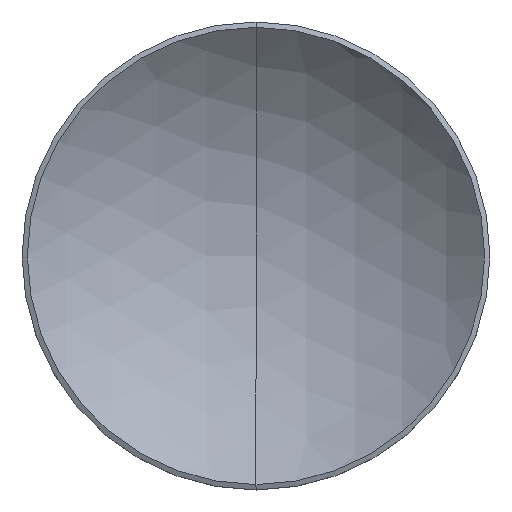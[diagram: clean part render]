
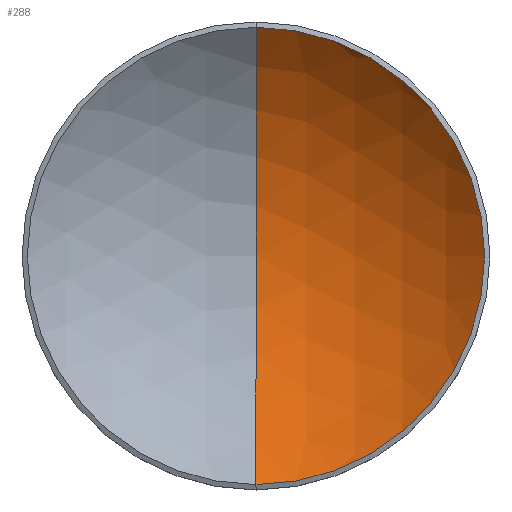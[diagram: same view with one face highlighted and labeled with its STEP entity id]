
A CAD part, top view. The second image highlights one B-rep face of the part: STEP entity #288.
In plain terms, the highlighted spherical face has radius 9.026 mm.
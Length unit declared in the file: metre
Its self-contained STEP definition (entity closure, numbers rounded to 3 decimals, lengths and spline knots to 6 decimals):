
#11 = CIRCLE ( 'NONE', #134, 0.009026 ) ;
#16 = CARTESIAN_POINT ( 'NONE',  ( 0., 0., 0.010476 ) ) ;
#26 = CARTESIAN_POINT ( 'NONE',  ( 0., 0., 0.003922 ) ) ;
#41 = DIRECTION ( 'NONE',  ( -1., 0., 0. ) ) ;
#44 = EDGE_CURVE ( 'NONE', #48, #281, #139, .T. ) ;
#48 = VERTEX_POINT ( 'NONE', #147 ) ;
#60 = CARTESIAN_POINT ( 'NONE',  ( 0., 0., 0.010476 ) ) ;
#63 = DIRECTION ( 'NONE',  ( 1., 0., 0. ) ) ;
#79 = AXIS2_PLACEMENT_3D ( 'NONE', #16, #63, #262 ) ;
#84 = SPHERICAL_SURFACE ( 'NONE', #257, 0.009026 ) ;
#134 = AXIS2_PLACEMENT_3D ( 'NONE', #164, #166, #258 ) ;
#139 = CIRCLE ( 'NONE', #149, 0.006206 ) ;
#144 = DIRECTION ( 'NONE',  ( 0., 1., 0. ) ) ;
#146 = FACE_OUTER_BOUND ( 'NONE', #181, .T. ) ;
#147 = CARTESIAN_POINT ( 'NONE',  ( 0., -0.006206, 0.003922 ) ) ;
#149 = AXIS2_PLACEMENT_3D ( 'NONE', #26, #264, #192 ) ;
#156 = CIRCLE ( 'NONE', #79, 0.009026 ) ;
#164 = CARTESIAN_POINT ( 'NONE',  ( 0., 0., 0.010476 ) ) ;
#166 = DIRECTION ( 'NONE',  ( -1., 0., 0. ) ) ;
#170 = EDGE_CURVE ( 'NONE', #279, #48, #11, .T. ) ;
#181 = EDGE_LOOP ( 'NONE', ( #299, #263, #275 ) ) ;
#187 = CARTESIAN_POINT ( 'NONE',  ( 0., 0.006206, 0.003922 ) ) ;
#192 = DIRECTION ( 'NONE',  ( 0., -1., 0. ) ) ;
#255 = EDGE_CURVE ( 'NONE', #279, #281, #156, .T. ) ;
#257 = AXIS2_PLACEMENT_3D ( 'NONE', #60, #41, #144 ) ;
#258 = DIRECTION ( 'NONE',  ( 0., -1., 0. ) ) ;
#262 = DIRECTION ( 'NONE',  ( 0., 0., -1. ) ) ;
#263 = ORIENTED_EDGE ( 'NONE', *, *, #170, .T. ) ;
#264 = DIRECTION ( 'NONE',  ( 0., 0., 1. ) ) ;
#275 = ORIENTED_EDGE ( 'NONE', *, *, #44, .T. ) ;
#279 = VERTEX_POINT ( 'NONE', #293 ) ;
#281 = VERTEX_POINT ( 'NONE', #187 ) ;
#288 = ADVANCED_FACE ( 'NONE', ( #146 ), #84, .F. ) ;
#293 = CARTESIAN_POINT ( 'NONE',  ( 0., 0., 0.00145 ) ) ;
#299 = ORIENTED_EDGE ( 'NONE', *, *, #255, .F. ) ;
